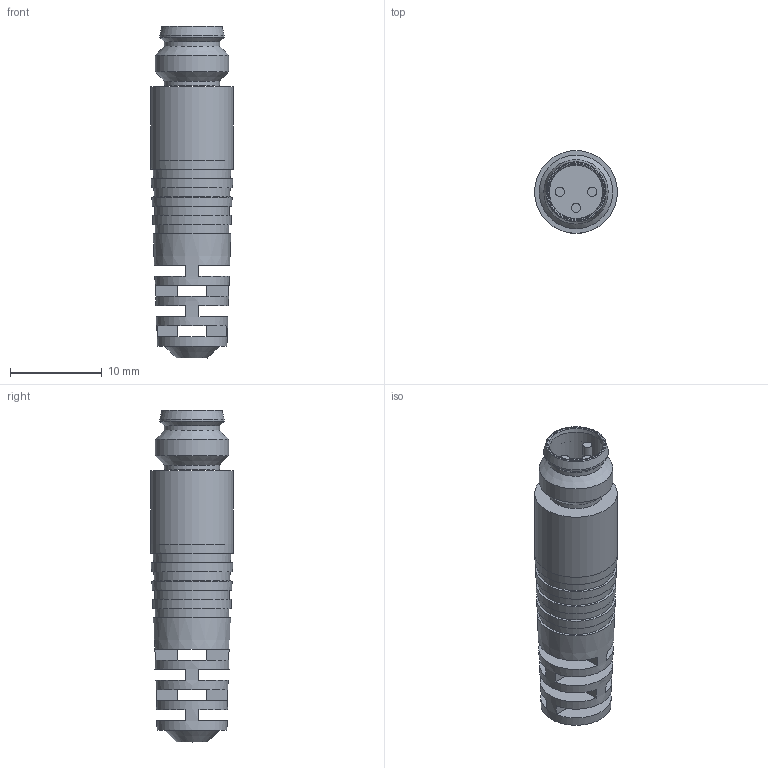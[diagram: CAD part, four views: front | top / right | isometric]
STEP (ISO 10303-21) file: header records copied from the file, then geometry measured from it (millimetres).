
FILE_DESCRIPTION (( 'STEP AP214' ), '1' );
FILE_NAME ('1810-0190_a.STEP', '2019-08-06T23:30:39', ( '' ), ( '' ), 'SwSTEP 2.0', 'SolidWorks 2018', '' );
FILE_SCHEMA (( 'AUTOMOTIVE_DESIGN' ));
Length unit declared in the file: inch
Products named in the file (1): 1810-0190_a
Bounding box: 9 x 9 x 36.1 mm (x, y, z)
Volume: 1455.6 mm3; surface area: 1585.4 mm2
Topology: 5 solids, 5 shells, 81 faces, 212 edges, 139 vertices
Faces by surface type: plane 44, cone 23, cylinder 10, bspline 4
Full cylindrical faces by diameter (mm): 1 x3, 3.4 x1, 5.8 x1, 6 x2, 7 x1, 8 x1, 9 x1
Entity records: 2378 total; most frequent: CARTESIAN_POINT 612, DIRECTION 352, ORIENTED_EDGE 292, AXIS2_PLACEMENT_3D 152, EDGE_CURVE 146, EDGE_LOOP 132, VERTEX_POINT 110, FACE_OUTER_BOUND 91
